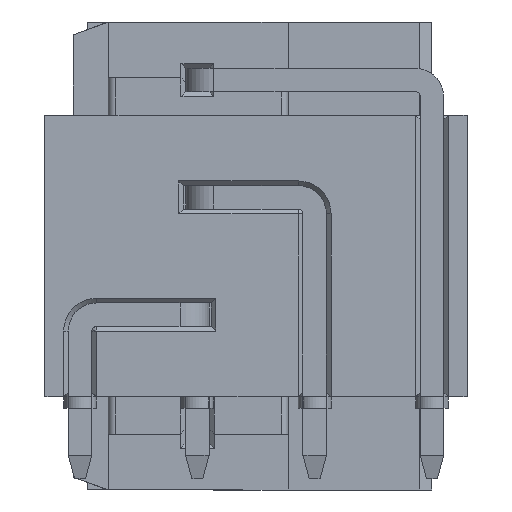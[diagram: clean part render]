
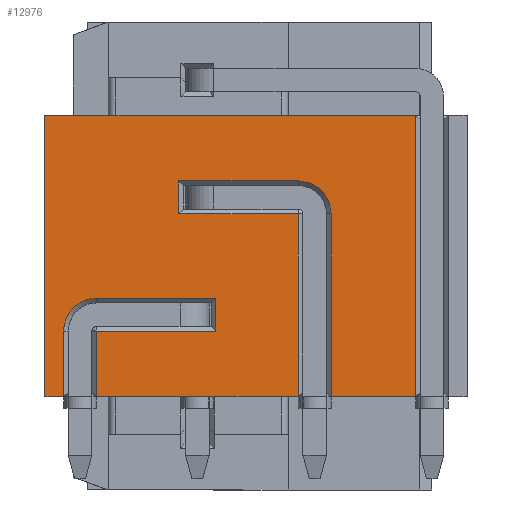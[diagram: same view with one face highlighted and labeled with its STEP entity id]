
A CAD part, front view. The second image highlights one B-rep face of the part: STEP entity #12976.
In plain terms, the highlighted planar face has unit normal (0, -1, 0).
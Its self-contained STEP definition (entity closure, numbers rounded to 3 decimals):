
#10462=CARTESIAN_POINT('',(6.8,-1.4,12.));
#10463=VERTEX_POINT('',#10462);
#11273=CARTESIAN_POINT('',(6.8,-1.4,0.));
#11274=VERTEX_POINT('',#11273);
#11281=CARTESIAN_POINT('',(3.2,-1.4,0.));
#11282=VERTEX_POINT('',#11281);
#11283=CARTESIAN_POINT('',(3.2,-1.4,0.));
#11284=DIRECTION('',(1.0,0.0,0.0));
#11285=VECTOR('',#11284,3.6);
#11286=LINE('',#11283,#11285);
#11287=EDGE_CURVE('',#11282,#11274,#11286,.T.);
#11320=CARTESIAN_POINT('',(1.8,-1.4,0.));
#11321=VERTEX_POINT('',#11320);
#11328=CARTESIAN_POINT('',(-6.8,-1.4,0.));
#11329=VERTEX_POINT('',#11328);
#11330=CARTESIAN_POINT('',(1.8,-1.4,0.));
#11331=DIRECTION('',(-1.0,0.0,0.0));
#11332=VECTOR('',#11331,8.6);
#11333=LINE('',#11330,#11332);
#11334=EDGE_CURVE('',#11321,#11329,#11333,.T.);
#11367=CARTESIAN_POINT('',(-8.2,-1.4,0.));
#11368=VERTEX_POINT('',#11367);
#11375=CARTESIAN_POINT('',(-9.,-1.4,0.));
#11376=VERTEX_POINT('',#11375);
#11377=CARTESIAN_POINT('',(-8.2,-1.4,0.));
#11378=DIRECTION('',(-1.0,0.0,0.0));
#11379=VECTOR('',#11378,0.8);
#11380=LINE('',#11377,#11379);
#11381=EDGE_CURVE('',#11368,#11376,#11380,.T.);
#11602=CARTESIAN_POINT('',(6.8,-1.4,12.));
#11603=DIRECTION('',(0.0,0.0,-1.0));
#11604=VECTOR('',#11603,12.);
#11605=LINE('',#11602,#11604);
#11606=EDGE_CURVE('',#10463,#11274,#11605,.T.);
#11976=CARTESIAN_POINT('',(-9.,-1.4,12.));
#11977=VERTEX_POINT('',#11976);
#11990=CARTESIAN_POINT('',(-9.,-1.4,12.));
#11991=DIRECTION('',(0.0,0.0,-1.0));
#11992=VECTOR('',#11991,12.);
#11993=LINE('',#11990,#11992);
#11994=EDGE_CURVE('',#11977,#11376,#11993,.T.);
#12222=CARTESIAN_POINT('',(6.8,-1.4,12.));
#12223=DIRECTION('',(-1.0,0.0,0.0));
#12224=VECTOR('',#12223,15.8);
#12225=LINE('',#12222,#12224);
#12226=EDGE_CURVE('',#10463,#11977,#12225,.T.);
#12251=CARTESIAN_POINT('',(-1.71,-1.4,2.8));
#12252=VERTEX_POINT('',#12251);
#12253=CARTESIAN_POINT('',(-6.8,-1.4,2.8));
#12254=VERTEX_POINT('',#12253);
#12255=CARTESIAN_POINT('',(-1.71,-1.4,2.8));
#12256=DIRECTION('',(-1.0,0.0,0.0));
#12257=VECTOR('',#12256,5.09);
#12258=LINE('',#12255,#12257);
#12259=EDGE_CURVE('',#12252,#12254,#12258,.T.);
#12331=CARTESIAN_POINT('',(3.2,-1.4,7.8));
#12332=VERTEX_POINT('',#12331);
#12333=CARTESIAN_POINT('',(3.2,-1.4,7.8));
#12334=DIRECTION('',(0.0,0.0,-1.0));
#12335=VECTOR('',#12334,7.8);
#12336=LINE('',#12333,#12335);
#12337=EDGE_CURVE('',#12332,#11282,#12336,.T.);
#12362=CARTESIAN_POINT('',(1.8,-1.4,9.2));
#12363=VERTEX_POINT('',#12362);
#12364=CARTESIAN_POINT('',(1.8,-1.4,7.8));
#12365=DIRECTION('',(0.0,-1.0,0.0));
#12366=DIRECTION('',(1.0,0.0,0.0));
#12367=AXIS2_PLACEMENT_3D('',#12364,#12365,#12366);
#12368=CIRCLE('',#12367,1.4);
#12369=EDGE_CURVE('',#12332,#12363,#12368,.T.);
#12467=CARTESIAN_POINT('',(-3.29,-1.4,9.2));
#12468=VERTEX_POINT('',#12467);
#12469=CARTESIAN_POINT('',(-3.29,-1.4,9.2));
#12470=DIRECTION('',(1.0,0.0,0.0));
#12471=VECTOR('',#12470,5.09);
#12472=LINE('',#12469,#12471);
#12473=EDGE_CURVE('',#12468,#12363,#12472,.T.);
#12598=CARTESIAN_POINT('',(-3.29,-1.4,7.8));
#12599=VERTEX_POINT('',#12598);
#12600=CARTESIAN_POINT('',(-3.29,-1.4,7.8));
#12601=DIRECTION('',(0.0,0.0,1.0));
#12602=VECTOR('',#12601,1.4);
#12603=LINE('',#12600,#12602);
#12604=EDGE_CURVE('',#12599,#12468,#12603,.T.);
#12788=CARTESIAN_POINT('',(-8.2,-1.4,2.8));
#12789=VERTEX_POINT('',#12788);
#12790=CARTESIAN_POINT('',(-8.2,-1.4,0.));
#12791=DIRECTION('',(0.0,0.0,1.0));
#12792=VECTOR('',#12791,2.8);
#12793=LINE('',#12790,#12792);
#12794=EDGE_CURVE('',#11368,#12789,#12793,.T.);
#12821=CARTESIAN_POINT('',(-6.8,-1.4,4.2));
#12822=VERTEX_POINT('',#12821);
#12829=CARTESIAN_POINT('',(-6.8,-1.4,2.8));
#12830=DIRECTION('',(0.0,-1.0,0.0));
#12831=DIRECTION('',(1.0,0.0,0.0));
#12832=AXIS2_PLACEMENT_3D('',#12829,#12830,#12831);
#12833=CIRCLE('',#12832,1.4);
#12834=EDGE_CURVE('',#12822,#12789,#12833,.T.);
#12845=CARTESIAN_POINT('',(-1.71,-1.4,4.2));
#12846=VERTEX_POINT('',#12845);
#12847=CARTESIAN_POINT('',(-6.8,-1.4,4.2));
#12848=DIRECTION('',(1.0,0.0,0.0));
#12849=VECTOR('',#12848,5.09);
#12850=LINE('',#12847,#12849);
#12851=EDGE_CURVE('',#12822,#12846,#12850,.T.);
#12929=CARTESIAN_POINT('',(7.59,-1.4,12.6));
#12930=DIRECTION('',(0.0,-1.0,0.0));
#12931=DIRECTION('',(0.0,0.0,1.0));
#12932=AXIS2_PLACEMENT_3D('',#12929,#12930,#12931);
#12933=PLANE('',#12932);
#12934=CARTESIAN_POINT('',(-1.71,-1.4,4.2));
#12935=DIRECTION('',(0.0,0.0,-1.0));
#12936=VECTOR('',#12935,1.4);
#12937=LINE('',#12934,#12936);
#12938=EDGE_CURVE('',#12846,#12252,#12937,.T.);
#12939=ORIENTED_EDGE('',*,*,#12938,.T.);
#12940=ORIENTED_EDGE('',*,*,#12259,.T.);
#12941=CARTESIAN_POINT('',(-6.8,-1.4,2.8));
#12942=DIRECTION('',(0.,0.,-1.0));
#12943=VECTOR('',#12942,2.8);
#12944=LINE('',#12941,#12943);
#12945=EDGE_CURVE('',#12254,#11329,#12944,.T.);
#12946=ORIENTED_EDGE('',*,*,#12945,.T.);
#12947=ORIENTED_EDGE('',*,*,#11334,.F.);
#12948=CARTESIAN_POINT('',(1.8,-1.4,7.8));
#12949=VERTEX_POINT('',#12948);
#12950=CARTESIAN_POINT('',(1.8,-1.4,0.));
#12951=DIRECTION('',(0.,0.0,1.0));
#12952=VECTOR('',#12951,7.8);
#12953=LINE('',#12950,#12952);
#12954=EDGE_CURVE('',#11321,#12949,#12953,.T.);
#12955=ORIENTED_EDGE('',*,*,#12954,.T.);
#12956=CARTESIAN_POINT('',(1.8,-1.4,7.8));
#12957=DIRECTION('',(-1.0,0.0,0.0));
#12958=VECTOR('',#12957,5.09);
#12959=LINE('',#12956,#12958);
#12960=EDGE_CURVE('',#12949,#12599,#12959,.T.);
#12961=ORIENTED_EDGE('',*,*,#12960,.T.);
#12962=ORIENTED_EDGE('',*,*,#12604,.T.);
#12963=ORIENTED_EDGE('',*,*,#12473,.T.);
#12964=ORIENTED_EDGE('',*,*,#12369,.F.);
#12965=ORIENTED_EDGE('',*,*,#12337,.T.);
#12966=ORIENTED_EDGE('',*,*,#11287,.T.);
#12967=ORIENTED_EDGE('',*,*,#11606,.F.);
#12968=ORIENTED_EDGE('',*,*,#12226,.T.);
#12969=ORIENTED_EDGE('',*,*,#11994,.T.);
#12970=ORIENTED_EDGE('',*,*,#11381,.F.);
#12971=ORIENTED_EDGE('',*,*,#12794,.T.);
#12972=ORIENTED_EDGE('',*,*,#12834,.F.);
#12973=ORIENTED_EDGE('',*,*,#12851,.T.);
#12974=EDGE_LOOP('',(#12939,#12940,#12946,#12947,#12955,#12961,#12962,#12963,#12964,#12965,#12966,#12967,#12968,#12969,#12970,#12971,#12972,#12973));
#12975=FACE_OUTER_BOUND('',#12974,.T.);
#12976=ADVANCED_FACE('',(#12975),#12933,.T.);
